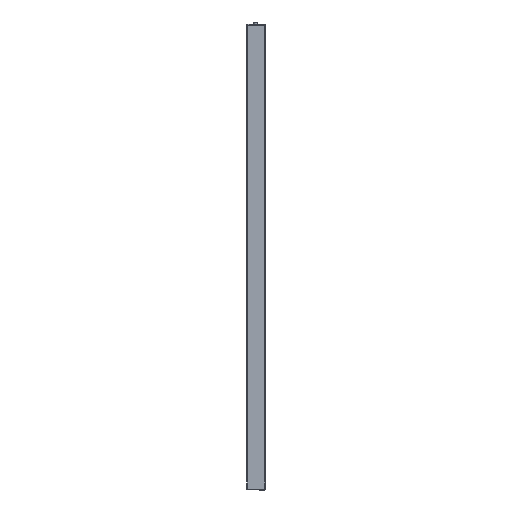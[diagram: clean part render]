
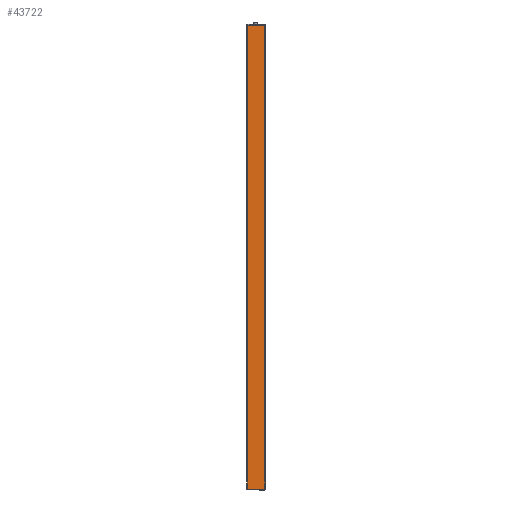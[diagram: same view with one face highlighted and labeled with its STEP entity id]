
A CAD part, left-side view. The second image highlights one B-rep face of the part: STEP entity #43722.
In plain terms, the highlighted planar face has unit normal (-1, 0.024, 0).
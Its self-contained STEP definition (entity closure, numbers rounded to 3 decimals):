
#297 = LINE ( 'NONE', #46517, #45323 ) ;
#468 = CARTESIAN_POINT ( 'NONE',  ( -7.102, -0.281, 959. ) ) ;
#3245 = LINE ( 'NONE', #468, #54322 ) ;
#5731 = CARTESIAN_POINT ( 'NONE',  ( -7.102, -0.281, 0. ) ) ;
#6322 = EDGE_CURVE ( 'NONE', #8815, #11279, #3245, .T. ) ;
#8815 = VERTEX_POINT ( 'NONE', #36165 ) ;
#11279 = VERTEX_POINT ( 'NONE', #5731 ) ;
#11817 = VERTEX_POINT ( 'NONE', #52691 ) ;
#14371 = EDGE_LOOP ( 'NONE', ( #27459, #26770, #39774, #29520 ) ) ;
#15362 = EDGE_CURVE ( 'NONE', #11817, #8815, #51049, .T. ) ;
#16723 = DIRECTION ( 'NONE',  ( 0., 0., -1. ) ) ;
#19202 = DIRECTION ( 'NONE',  ( 1., -0.024, 0. ) ) ;
#19485 = CARTESIAN_POINT ( 'NONE',  ( -7.102, -0.281, 959. ) ) ;
#20572 = CARTESIAN_POINT ( 'NONE',  ( -6.227, 36.312, 959. ) ) ;
#20765 = DIRECTION ( 'NONE',  ( -0.024, -1., 0. ) ) ;
#24424 = FACE_OUTER_BOUND ( 'NONE', #14371, .T. ) ;
#26770 = ORIENTED_EDGE ( 'NONE', *, *, #6322, .F. ) ;
#27459 = ORIENTED_EDGE ( 'NONE', *, *, #47169, .T. ) ;
#29520 = ORIENTED_EDGE ( 'NONE', *, *, #46554, .T. ) ;
#30119 = CARTESIAN_POINT ( 'NONE',  ( -7.102, -0.281, 959. ) ) ;
#32219 = VERTEX_POINT ( 'NONE', #40586 ) ;
#34118 = DIRECTION ( 'NONE',  ( -0.024, -1., 0. ) ) ;
#34304 = DIRECTION ( 'NONE',  ( 0., 0., -1. ) ) ;
#36017 = DIRECTION ( 'NONE',  ( 0.024, 1., 0. ) ) ;
#36165 = CARTESIAN_POINT ( 'NONE',  ( -7.102, -0.281, 959. ) ) ;
#39774 = ORIENTED_EDGE ( 'NONE', *, *, #15362, .F. ) ;
#40020 = VECTOR ( 'NONE', #16723, 1000. ) ;
#40586 = CARTESIAN_POINT ( 'NONE',  ( -6.227, 36.312, 0. ) ) ;
#41226 = PLANE ( 'NONE',  #46065 ) ;
#41515 = LINE ( 'NONE', #20572, #40020 ) ;
#43722 = ADVANCED_FACE ( 'NONE', ( #24424 ), #41226, .F. ) ;
#45323 = VECTOR ( 'NONE', #34118, 1000. ) ;
#46065 = AXIS2_PLACEMENT_3D ( 'NONE', #19485, #19202, #36017 ) ;
#46517 = CARTESIAN_POINT ( 'NONE',  ( -7.102, -0.281, 0. ) ) ;
#46554 = EDGE_CURVE ( 'NONE', #11817, #32219, #41515, .T. ) ;
#46646 = VECTOR ( 'NONE', #20765, 1000. ) ;
#47169 = EDGE_CURVE ( 'NONE', #32219, #11279, #297, .T. ) ;
#51049 = LINE ( 'NONE', #30119, #46646 ) ;
#52691 = CARTESIAN_POINT ( 'NONE',  ( -6.227, 36.312, 959. ) ) ;
#54322 = VECTOR ( 'NONE', #34304, 1000. ) ;
